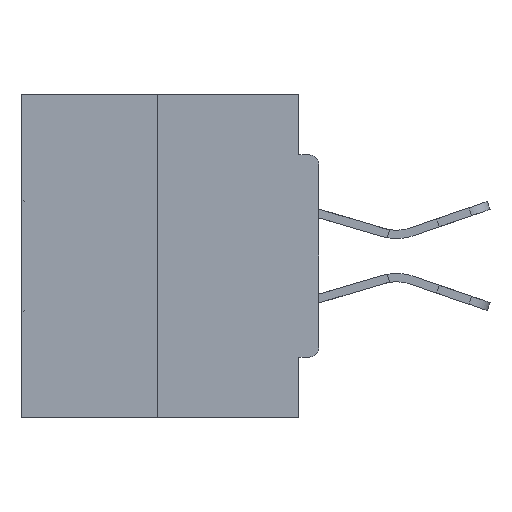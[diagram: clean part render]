
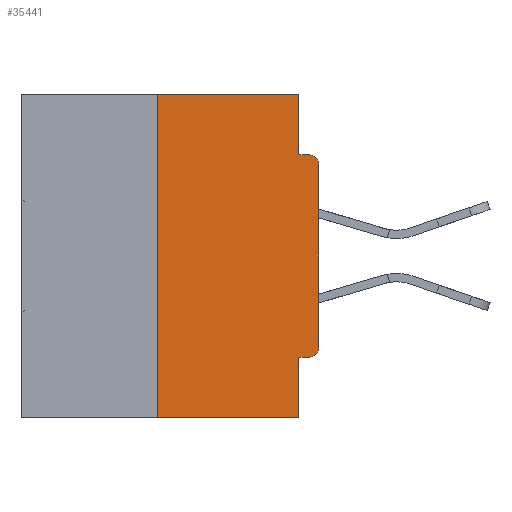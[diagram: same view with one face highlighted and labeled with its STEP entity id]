
A CAD part, left-side view. The second image highlights one B-rep face of the part: STEP entity #35441.
In plain terms, the highlighted planar face has unit normal (-1, 0, 0).
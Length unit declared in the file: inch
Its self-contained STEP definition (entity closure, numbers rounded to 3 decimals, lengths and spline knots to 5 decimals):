
#4151 = VECTOR ( 'NONE', #9037, 39.37008 ) ;
#4559 = VERTEX_POINT ( 'NONE', #23271 ) ;
#5115 = EDGE_CURVE ( 'NONE', #41513, #29193, #38023, .T. ) ;
#5583 = ORIENTED_EDGE ( 'NONE', *, *, #7266, .F. ) ;
#5644 = DIRECTION ( 'NONE',  ( 0., 1., 0. ) ) ;
#7266 = EDGE_CURVE ( 'NONE', #11153, #27472, #18879, .T. ) ;
#7965 = CARTESIAN_POINT ( 'NONE',  ( 0., 0.015, -0.4065 ) ) ;
#8385 = ORIENTED_EDGE ( 'NONE', *, *, #5115, .T. ) ;
#8387 = EDGE_LOOP ( 'NONE', ( #36719, #17934, #27265, #14726, #19165, #17242, #8385, #12653, #8619, #5583 ) ) ;
#8619 = ORIENTED_EDGE ( 'NONE', *, *, #37862, .F. ) ;
#9037 = DIRECTION ( 'NONE',  ( 0., 0., -1. ) ) ;
#9100 = VECTOR ( 'NONE', #17834, 39.37008 ) ;
#9921 = EDGE_CURVE ( 'NONE', #23034, #40528, #14485, .T. ) ;
#10333 = CARTESIAN_POINT ( 'NONE',  ( 0., 0.015, -0.1085 ) ) ;
#11153 = VERTEX_POINT ( 'NONE', #30326 ) ;
#11287 = LINE ( 'NONE', #11437, #4151 ) ;
#11356 = DIRECTION ( 'NONE',  ( 0., 0., 1. ) ) ;
#11437 = CARTESIAN_POINT ( 'NONE',  ( 0., 0.031, -0.5 ) ) ;
#11732 = CIRCLE ( 'NONE', #13813, 0.015 ) ;
#11938 = VECTOR ( 'NONE', #11356, 39.37008 ) ;
#11994 = DIRECTION ( 'NONE',  ( 0., 0., -1. ) ) ;
#12085 = VECTOR ( 'NONE', #15680, 39.37008 ) ;
#12305 = CARTESIAN_POINT ( 'NONE',  ( 0., 0., -0.4065 ) ) ;
#12653 = ORIENTED_EDGE ( 'NONE', *, *, #23823, .T. ) ;
#12734 = DIRECTION ( 'NONE',  ( -1., 0., 0. ) ) ;
#12947 = CARTESIAN_POINT ( 'NONE',  ( 0., 0.031, -0.4065 ) ) ;
#13813 = AXIS2_PLACEMENT_3D ( 'NONE', #26989, #30305, #33600 ) ;
#14415 = VERTEX_POINT ( 'NONE', #7965 ) ;
#14485 = LINE ( 'NONE', #15701, #11938 ) ;
#14726 = ORIENTED_EDGE ( 'NONE', *, *, #32508, .F. ) ;
#15680 = DIRECTION ( 'NONE',  ( 0., -1., 0. ) ) ;
#15701 = CARTESIAN_POINT ( 'NONE',  ( 0., 0.25, 0. ) ) ;
#15706 = CARTESIAN_POINT ( 'NONE',  ( 0., 0.25, 0. ) ) ;
#15990 = CARTESIAN_POINT ( 'NONE',  ( 0., 0.46, -0.5 ) ) ;
#16687 = PLANE ( 'NONE',  #41131 ) ;
#16812 = EDGE_CURVE ( 'NONE', #14415, #22127, #20050, .T. ) ;
#16908 = VECTOR ( 'NONE', #5644, 39.37008 ) ;
#17242 = ORIENTED_EDGE ( 'NONE', *, *, #23672, .T. ) ;
#17834 = DIRECTION ( 'NONE',  ( 0., -1., 0. ) ) ;
#17934 = ORIENTED_EDGE ( 'NONE', *, *, #9921, .F. ) ;
#18263 = AXIS2_PLACEMENT_3D ( 'NONE', #10333, #12734, #33336 ) ;
#18879 = LINE ( 'NONE', #28424, #31785 ) ;
#19165 = ORIENTED_EDGE ( 'NONE', *, *, #16812, .F. ) ;
#20050 = LINE ( 'NONE', #12305, #16908 ) ;
#21948 = CARTESIAN_POINT ( 'NONE',  ( 0., 0.031, -0.0935 ) ) ;
#22110 = DIRECTION ( 'NONE',  ( 0., -1., 0. ) ) ;
#22127 = VERTEX_POINT ( 'NONE', #12947 ) ;
#23034 = VERTEX_POINT ( 'NONE', #37879 ) ;
#23076 = DIRECTION ( 'NONE',  ( 0., 0., 1. ) ) ;
#23271 = CARTESIAN_POINT ( 'NONE',  ( 0., 0.015, -0.0935 ) ) ;
#23370 = DIRECTION ( 'NONE',  ( 0., 0., -1. ) ) ;
#23672 = EDGE_CURVE ( 'NONE', #14415, #41513, #11732, .T. ) ;
#23823 = EDGE_CURVE ( 'NONE', #29193, #4559, #40491, .T. ) ;
#24469 = CARTESIAN_POINT ( 'NONE',  ( 0., 0.031, -0.5 ) ) ;
#25515 = LINE ( 'NONE', #15990, #33207 ) ;
#25530 = EDGE_CURVE ( 'NONE', #40528, #11153, #26571, .T. ) ;
#26527 = VERTEX_POINT ( 'NONE', #24469 ) ;
#26571 = LINE ( 'NONE', #40506, #9100 ) ;
#26989 = CARTESIAN_POINT ( 'NONE',  ( 0., 0.015, -0.3915 ) ) ;
#27265 = ORIENTED_EDGE ( 'NONE', *, *, #37428, .T. ) ;
#27472 = VERTEX_POINT ( 'NONE', #21948 ) ;
#28424 = CARTESIAN_POINT ( 'NONE',  ( 0., 0.031, 0. ) ) ;
#29193 = VERTEX_POINT ( 'NONE', #37834 ) ;
#29985 = DIRECTION ( 'NONE',  ( 1., 0., 0. ) ) ;
#30305 = DIRECTION ( 'NONE',  ( -1., 0., 0. ) ) ;
#30326 = CARTESIAN_POINT ( 'NONE',  ( 0., 0.031, 0. ) ) ;
#30475 = CARTESIAN_POINT ( 'NONE',  ( 0., 0., -0.3915 ) ) ;
#31680 = LINE ( 'NONE', #41820, #12085 ) ;
#31785 = VECTOR ( 'NONE', #11994, 39.37008 ) ;
#32508 = EDGE_CURVE ( 'NONE', #22127, #26527, #11287, .T. ) ;
#33207 = VECTOR ( 'NONE', #22110, 39.37008 ) ;
#33336 = DIRECTION ( 'NONE',  ( 0., 0., -1. ) ) ;
#33600 = DIRECTION ( 'NONE',  ( 0., 0., -1. ) ) ;
#35441 = ADVANCED_FACE ( 'NONE', ( #40035 ), #16687, .F. ) ;
#36719 = ORIENTED_EDGE ( 'NONE', *, *, #25530, .F. ) ;
#37428 = EDGE_CURVE ( 'NONE', #23034, #26527, #25515, .T. ) ;
#37834 = CARTESIAN_POINT ( 'NONE',  ( 0., 0., -0.1085 ) ) ;
#37862 = EDGE_CURVE ( 'NONE', #27472, #4559, #31680, .T. ) ;
#37879 = CARTESIAN_POINT ( 'NONE',  ( 0., 0.25, -0.5 ) ) ;
#38023 = LINE ( 'NONE', #39805, #41040 ) ;
#39674 = CARTESIAN_POINT ( 'NONE',  ( 0., 0.46, 0. ) ) ;
#39805 = CARTESIAN_POINT ( 'NONE',  ( 0., 0., 0. ) ) ;
#40035 = FACE_OUTER_BOUND ( 'NONE', #8387, .T. ) ;
#40491 = CIRCLE ( 'NONE', #18263, 0.015 ) ;
#40506 = CARTESIAN_POINT ( 'NONE',  ( 0., 0.46, 0. ) ) ;
#40528 = VERTEX_POINT ( 'NONE', #15706 ) ;
#41040 = VECTOR ( 'NONE', #23076, 39.37008 ) ;
#41131 = AXIS2_PLACEMENT_3D ( 'NONE', #39674, #29985, #23370 ) ;
#41513 = VERTEX_POINT ( 'NONE', #30475 ) ;
#41820 = CARTESIAN_POINT ( 'NONE',  ( 0., 0., -0.0935 ) ) ;
